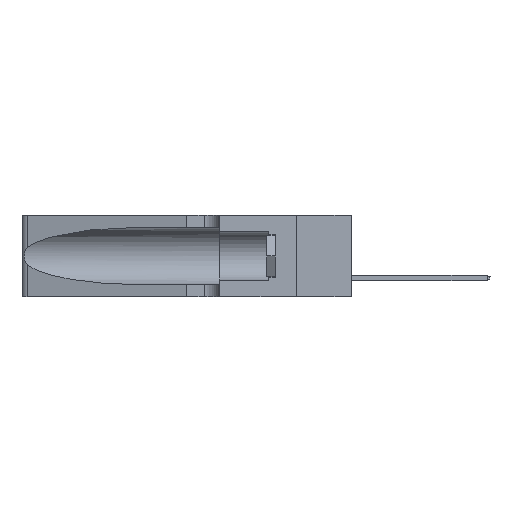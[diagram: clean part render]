
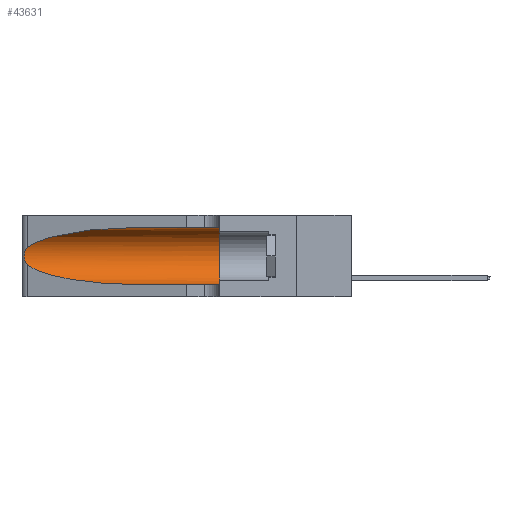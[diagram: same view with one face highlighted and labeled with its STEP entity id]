
A CAD part, left-side view. The second image highlights one B-rep face of the part: STEP entity #43631.
In plain terms, the highlighted cylindrical face has radius 3.308 mm (diameter 6.617 mm), a partial arc.
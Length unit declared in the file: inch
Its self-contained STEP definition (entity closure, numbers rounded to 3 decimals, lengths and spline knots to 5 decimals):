
#505 = CARTESIAN_POINT ( 'NONE',  ( 0.25487, 1.22718, 0.22369 ) ) ;
#531 = ORIENTED_EDGE ( 'NONE', *, *, #48596, .T. ) ;
#1148 = CARTESIAN_POINT ( 'NONE',  ( 0.25787, 1.23484, 0.2124 ) ) ;
#2802 = ORIENTED_EDGE ( 'NONE', *, *, #32787, .T. ) ;
#5204 = DIRECTION ( 'NONE',  ( 0., 1., 0. ) ) ;
#5621 = FACE_OUTER_BOUND ( 'NONE', #41997, .T. ) ;
#5778 = CARTESIAN_POINT ( 'NONE',  ( 0.1305, 0.72297, 0.05475 ) ) ;
#6457 = DIRECTION ( 'NONE',  ( 0., -1., 0. ) ) ;
#7861 = VERTEX_POINT ( 'NONE', #22058 ) ;
#8008 = CARTESIAN_POINT ( 'NONE',  ( 0.25555, 1.22994, 0.2215 ) ) ;
#8174 = CARTESIAN_POINT ( 'NONE',  ( 0.25639, 1.23184, 0.21858 ) ) ;
#8476 = CARTESIAN_POINT ( 'NONE',  ( 0.1305, 0.35, 0.185 ) ) ;
#8732 = CARTESIAN_POINT ( 'NONE',  ( 0.25487, 1.22718, 0.22369 ) ) ;
#8955 = DIRECTION ( 'NONE',  ( 0., 0., 1. ) ) ;
#8976 = CARTESIAN_POINT ( 'NONE',  ( 0.25487, 1.22718, 0.14631 ) ) ;
#9415 = AXIS2_PLACEMENT_3D ( 'NONE', #8476, #5204, #8955 ) ;
#9518 = CARTESIAN_POINT ( 'NONE',  ( 0.18966, 0.96281, 0.05475 ) ) ;
#9678 = CARTESIAN_POINT ( 'NONE',  ( 0.2373, 1.15595, 0.08982 ) ) ;
#9726 = CYLINDRICAL_SURFACE ( 'NONE', #36805, 0.13025 ) ;
#9875 = CARTESIAN_POINT ( 'NONE',  ( 0.1305, 1.61858, 0.31525 ) ) ;
#11474 = DIRECTION ( 'NONE',  ( 0., -1., 0. ) ) ;
#11782 = CARTESIAN_POINT ( 'NONE',  ( 0.25854, 1.2359, 0.20912 ) ) ;
#11797 = CARTESIAN_POINT ( 'NONE',  ( 0.1305, 1.61858, 0.05475 ) ) ;
#11942 = CARTESIAN_POINT ( 'NONE',  ( 0.26018, 1.23835, 0.19895 ) ) ;
#13072 = CARTESIAN_POINT ( 'NONE',  ( 0.25555, 1.22993, 0.14849 ) ) ;
#14805 = DIRECTION ( 'NONE',  ( 0., -1., 0. ) ) ;
#15160 = CARTESIAN_POINT ( 'NONE',  ( 0.1305, 0.72297, 0.05475 ) ) ;
#16310 = CARTESIAN_POINT ( 'NONE',  ( 0.2373, 1.15595, 0.28018 ) ) ;
#16389 = CARTESIAN_POINT ( 'NONE',  ( 0.26075, 1.23896, 0.19203 ) ) ;
#16783 =( BOUNDED_CURVE ( )  B_SPLINE_CURVE ( 3, ( #28237, #9678, #9518, #5778 ),
 .UNSPECIFIED., .F., .T. ) 
 B_SPLINE_CURVE_WITH_KNOTS ( ( 4, 4 ),
 ( 3.44316, 4.71239 ),
 .UNSPECIFIED. ) 
 CURVE ( )  GEOMETRIC_REPRESENTATION_ITEM ( )  RATIONAL_B_SPLINE_CURVE ( ( 1., 0.87, 0.87, 1. ) ) 
 REPRESENTATION_ITEM ( '' )  );
#18191 = ORIENTED_EDGE ( 'NONE', *, *, #32579, .T. ) ;
#19772 =( BOUNDED_CURVE ( )  B_SPLINE_CURVE ( 3, ( #24234, #27793, #16310, #8732 ),
 .UNSPECIFIED., .F., .F. ) 
 B_SPLINE_CURVE_WITH_KNOTS ( ( 4, 4 ),
 ( 1.5708, 2.84003 ),
 .UNSPECIFIED. ) 
 CURVE ( )  GEOMETRIC_REPRESENTATION_ITEM ( )  RATIONAL_B_SPLINE_CURVE ( ( 1., 0.87, 0.87, 1. ) ) 
 REPRESENTATION_ITEM ( '' )  );
#20593 = CARTESIAN_POINT ( 'NONE',  ( 0.1305, 0.35, 0.05475 ) ) ;
#21888 = LINE ( 'NONE', #9875, #47107 ) ;
#22058 = CARTESIAN_POINT ( 'NONE',  ( 0.1305, 0.35, 0.31525 ) ) ;
#22812 = EDGE_CURVE ( 'NONE', #7861, #28065, #48503, .T. ) ;
#22902 = ORIENTED_EDGE ( 'NONE', *, *, #22812, .F. ) ;
#23687 = VERTEX_POINT ( 'NONE', #24499 ) ;
#24142 = CARTESIAN_POINT ( 'NONE',  ( 0.25856, 1.23593, 0.16098 ) ) ;
#24234 = CARTESIAN_POINT ( 'NONE',  ( 0.1305, 0.72297, 0.31525 ) ) ;
#24499 = CARTESIAN_POINT ( 'NONE',  ( 0.25487, 1.22718, 0.14631 ) ) ;
#25136 = ORIENTED_EDGE ( 'NONE', *, *, #46804, .F. ) ;
#27716 = CARTESIAN_POINT ( 'NONE',  ( 0.25789, 1.23486, 0.15765 ) ) ;
#27793 = CARTESIAN_POINT ( 'NONE',  ( 0.18966, 0.96281, 0.31525 ) ) ;
#28065 = VERTEX_POINT ( 'NONE', #20593 ) ;
#28237 = CARTESIAN_POINT ( 'NONE',  ( 0.25487, 1.22718, 0.14631 ) ) ;
#28829 = VERTEX_POINT ( 'NONE', #15160 ) ;
#29509 = LINE ( 'NONE', #11797, #35932 ) ;
#31213 = CARTESIAN_POINT ( 'NONE',  ( 0.1305, 0.72297, 0.31525 ) ) ;
#32579 = EDGE_CURVE ( 'NONE', #23687, #28829, #16783, .T. ) ;
#32787 = EDGE_CURVE ( 'NONE', #34922, #41528, #19772, .T. ) ;
#33391 = DIRECTION ( 'NONE',  ( 0., 0., -1. ) ) ;
#34922 = VERTEX_POINT ( 'NONE', #31213 ) ;
#35247 = CARTESIAN_POINT ( 'NONE',  ( 0.26075, 1.23896, 0.178 ) ) ;
#35566 = CARTESIAN_POINT ( 'NONE',  ( 0.25639, 1.23186, 0.15144 ) ) ;
#35932 = VECTOR ( 'NONE', #11474, 39.37008 ) ;
#36624 = B_SPLINE_CURVE_WITH_KNOTS ( 'NONE', 3,
 ( #505, #8008, #8174, #1148, #11782, #11942, #16389, #35247, #39156, #24142, #27716, #35566, #13072, #8976 ),
 .UNSPECIFIED., .F., .F.,
 ( 4, 2, 2, 2, 2, 2, 4 ),
 ( 0., 0.00027, 0.00053, 0.00107, 0.0016, 0.00187, 0.00214 ),
 .UNSPECIFIED. ) ;
#36805 = AXIS2_PLACEMENT_3D ( 'NONE', #48209, #14805, #33391 ) ;
#39156 = CARTESIAN_POINT ( 'NONE',  ( 0.26017, 1.23833, 0.17102 ) ) ;
#39474 = ORIENTED_EDGE ( 'NONE', *, *, #45196, .T. ) ;
#40160 = CARTESIAN_POINT ( 'NONE',  ( 0.25487, 1.22718, 0.22369 ) ) ;
#41528 = VERTEX_POINT ( 'NONE', #40160 ) ;
#41997 = EDGE_LOOP ( 'NONE', ( #2802, #531, #18191, #39474, #22902, #25136 ) ) ;
#43631 = ADVANCED_FACE ( 'NONE', ( #5621 ), #9726, .F. ) ;
#45196 = EDGE_CURVE ( 'NONE', #28829, #28065, #29509, .T. ) ;
#46804 = EDGE_CURVE ( 'NONE', #34922, #7861, #21888, .T. ) ;
#47107 = VECTOR ( 'NONE', #6457, 39.37008 ) ;
#48209 = CARTESIAN_POINT ( 'NONE',  ( 0.1305, 1.61858, 0.185 ) ) ;
#48503 = CIRCLE ( 'NONE', #9415, 0.13025 ) ;
#48596 = EDGE_CURVE ( 'NONE', #41528, #23687, #36624, .T. ) ;
